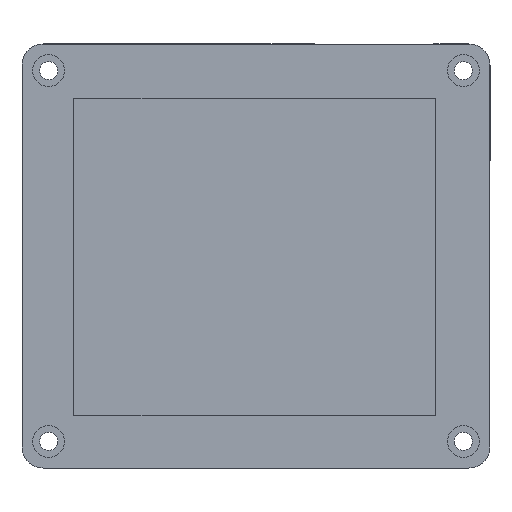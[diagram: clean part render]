
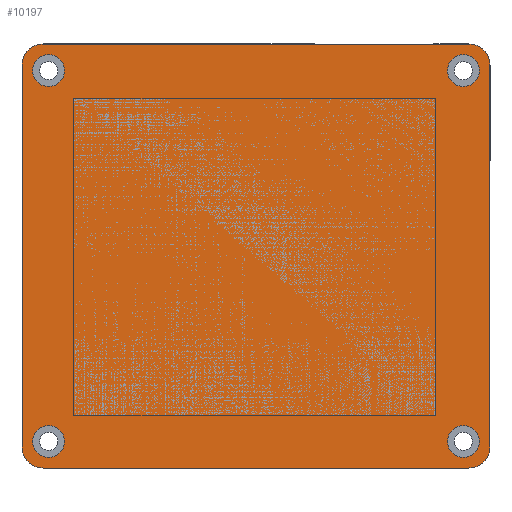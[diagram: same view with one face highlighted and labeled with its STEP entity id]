
A CAD part, front view. The second image highlights one B-rep face of the part: STEP entity #10197.
In plain terms, the highlighted planar face has unit normal (0, -1, 0).
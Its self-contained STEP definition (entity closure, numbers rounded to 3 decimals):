
#1479=FACE_BOUND('',#2439,.T.);
#1480=FACE_BOUND('',#2440,.T.);
#1481=FACE_BOUND('',#2441,.T.);
#1482=FACE_BOUND('',#2442,.T.);
#1547=CIRCLE('',#12845,4.);
#1548=CIRCLE('',#12848,4.);
#1549=CIRCLE('',#12851,4.);
#1550=CIRCLE('',#12854,4.);
#1552=CIRCLE('',#12862,3.);
#1554=CIRCLE('',#12865,3.);
#1556=CIRCLE('',#12868,3.);
#1558=CIRCLE('',#12871,3.);
#1656=PLANE('',#12873);
#1911=FACE_OUTER_BOUND('',#2438,.T.);
#2438=EDGE_LOOP('',(#7334,#7335,#7336,#7337,#7338,#7339,#7340,#7341));
#2439=EDGE_LOOP('',(#7342));
#2440=EDGE_LOOP('',(#7343));
#2441=EDGE_LOOP('',(#7344));
#2442=EDGE_LOOP('',(#7345));
#3004=LINE('',#16143,#3901);
#3022=LINE('',#16197,#3919);
#3025=LINE('',#16205,#3922);
#3028=LINE('',#16213,#3925);
#3901=VECTOR('',#13648,10.);
#3919=VECTOR('',#13696,10.);
#3922=VECTOR('',#13705,10.);
#3925=VECTOR('',#13714,10.);
#4800=VERTEX_POINT('',#16140);
#4801=VERTEX_POINT('',#16142);
#4821=VERTEX_POINT('',#16191);
#4822=VERTEX_POINT('',#16195);
#4823=VERTEX_POINT('',#16199);
#4824=VERTEX_POINT('',#16203);
#4825=VERTEX_POINT('',#16207);
#4826=VERTEX_POINT('',#16211);
#4832=VERTEX_POINT('',#16237);
#4834=VERTEX_POINT('',#16243);
#4836=VERTEX_POINT('',#16249);
#4838=VERTEX_POINT('',#16255);
#5771=EDGE_CURVE('',#4801,#4800,#3004,.T.);
#5797=EDGE_CURVE('',#4821,#4800,#1547,.T.);
#5799=EDGE_CURVE('',#4821,#4822,#3022,.T.);
#5801=EDGE_CURVE('',#4823,#4822,#1548,.T.);
#5803=EDGE_CURVE('',#4823,#4824,#3025,.T.);
#5805=EDGE_CURVE('',#4825,#4824,#1549,.T.);
#5807=EDGE_CURVE('',#4825,#4826,#3028,.T.);
#5808=EDGE_CURVE('',#4801,#4826,#1550,.T.);
#5820=EDGE_CURVE('',#4832,#4832,#1552,.T.);
#5823=EDGE_CURVE('',#4834,#4834,#1554,.T.);
#5826=EDGE_CURVE('',#4836,#4836,#1556,.T.);
#5829=EDGE_CURVE('',#4838,#4838,#1558,.T.);
#7334=ORIENTED_EDGE('',*,*,#5797,.F.);
#7335=ORIENTED_EDGE('',*,*,#5799,.T.);
#7336=ORIENTED_EDGE('',*,*,#5801,.F.);
#7337=ORIENTED_EDGE('',*,*,#5803,.T.);
#7338=ORIENTED_EDGE('',*,*,#5805,.F.);
#7339=ORIENTED_EDGE('',*,*,#5807,.T.);
#7340=ORIENTED_EDGE('',*,*,#5808,.F.);
#7341=ORIENTED_EDGE('',*,*,#5771,.T.);
#7342=ORIENTED_EDGE('',*,*,#5829,.F.);
#7343=ORIENTED_EDGE('',*,*,#5823,.F.);
#7344=ORIENTED_EDGE('',*,*,#5826,.F.);
#7345=ORIENTED_EDGE('',*,*,#5820,.F.);
#10197=ADVANCED_FACE('',(#1911,#1479,#1480,#1481,#1482),#1656,.F.);
#12845=AXIS2_PLACEMENT_3D('',#16193,#13691,#13692);
#12848=AXIS2_PLACEMENT_3D('',#16201,#13700,#13701);
#12851=AXIS2_PLACEMENT_3D('',#16209,#13709,#13710);
#12854=AXIS2_PLACEMENT_3D('',#16215,#13717,#13718);
#12862=AXIS2_PLACEMENT_3D('',#16239,#13743,#13744);
#12865=AXIS2_PLACEMENT_3D('',#16245,#13750,#13751);
#12868=AXIS2_PLACEMENT_3D('',#16251,#13757,#13758);
#12871=AXIS2_PLACEMENT_3D('',#16257,#13764,#13765);
#12873=AXIS2_PLACEMENT_3D('',#16259,#13768,#13769);
#13648=DIRECTION('',(-1.,0.,0.));
#13691=DIRECTION('center_axis',(0.,1.,0.));
#13692=DIRECTION('ref_axis',(-0.707,0.,0.707));
#13696=DIRECTION('',(0.,0.,-1.));
#13700=DIRECTION('center_axis',(0.,1.,0.));
#13701=DIRECTION('ref_axis',(-0.707,0.,-0.707));
#13705=DIRECTION('',(1.,0.,0.));
#13709=DIRECTION('center_axis',(0.,1.,0.));
#13710=DIRECTION('ref_axis',(0.707,0.,-0.707));
#13714=DIRECTION('',(0.,0.,1.));
#13717=DIRECTION('center_axis',(0.,1.,0.));
#13718=DIRECTION('ref_axis',(0.707,0.,0.707));
#13743=DIRECTION('center_axis',(0.,-1.,0.));
#13744=DIRECTION('ref_axis',(1.,0.,0.));
#13750=DIRECTION('center_axis',(0.,-1.,0.));
#13751=DIRECTION('ref_axis',(1.,0.,0.));
#13757=DIRECTION('center_axis',(0.,-1.,0.));
#13758=DIRECTION('ref_axis',(1.,0.,0.));
#13764=DIRECTION('center_axis',(0.,-1.,0.));
#13765=DIRECTION('ref_axis',(1.,0.,0.));
#13768=DIRECTION('center_axis',(0.,1.,0.));
#13769=DIRECTION('ref_axis',(1.,0.,0.));
#16140=CARTESIAN_POINT('',(-35.5,0.,45.19));
#16142=CARTESIAN_POINT('',(44.445,0.,45.19));
#16143=CARTESIAN_POINT('',(48.445,0.,45.19));
#16191=CARTESIAN_POINT('',(-39.5,0.,41.19));
#16193=CARTESIAN_POINT('Origin',(-35.5,0.,41.19));
#16195=CARTESIAN_POINT('',(-39.5,0.,-30.5));
#16197=CARTESIAN_POINT('',(-39.5,0.,45.19));
#16199=CARTESIAN_POINT('',(-35.5,0.,-34.5));
#16201=CARTESIAN_POINT('Origin',(-35.5,0.,-30.5));
#16203=CARTESIAN_POINT('',(44.445,0.,-34.5));
#16205=CARTESIAN_POINT('',(-39.5,0.,-34.5));
#16207=CARTESIAN_POINT('',(48.445,0.,-30.5));
#16209=CARTESIAN_POINT('Origin',(44.445,0.,-30.5));
#16211=CARTESIAN_POINT('',(48.445,0.,41.19));
#16213=CARTESIAN_POINT('',(48.445,0.,-34.5));
#16215=CARTESIAN_POINT('Origin',(44.445,0.,41.19));
#16237=CARTESIAN_POINT('',(40.445,0.,-29.5));
#16239=CARTESIAN_POINT('Origin',(43.445,0.,-29.5));
#16243=CARTESIAN_POINT('',(-37.5,0.,-29.5));
#16245=CARTESIAN_POINT('Origin',(-34.5,0.,-29.5));
#16249=CARTESIAN_POINT('',(40.445,0.,40.19));
#16251=CARTESIAN_POINT('Origin',(43.445,0.,40.19));
#16255=CARTESIAN_POINT('',(-37.5,0.,40.19));
#16257=CARTESIAN_POINT('Origin',(-34.5,0.,40.19));
#16259=CARTESIAN_POINT('Origin',(4.473,0.,5.345));
